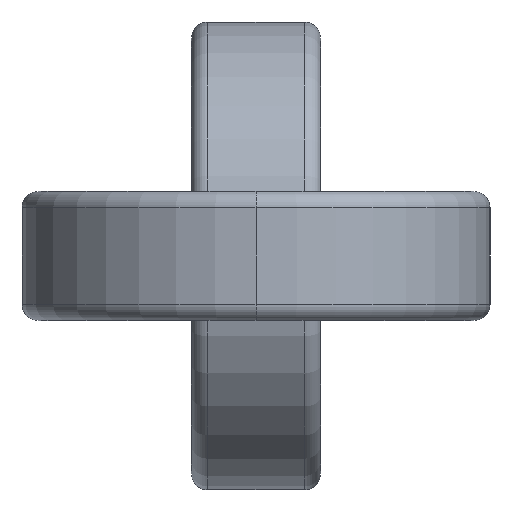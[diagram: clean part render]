
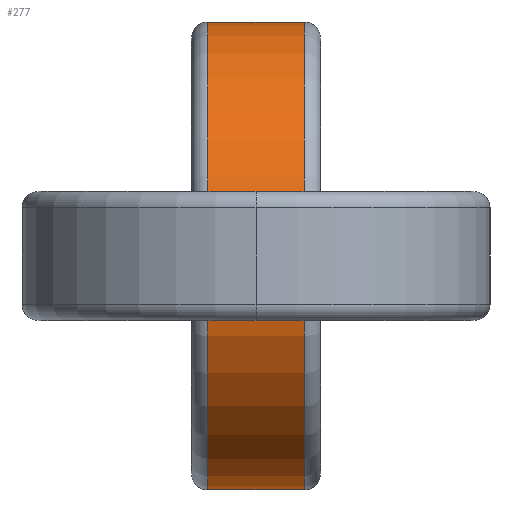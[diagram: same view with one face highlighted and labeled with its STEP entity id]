
A CAD part, left-side view. The second image highlights one B-rep face of the part: STEP entity #277.
In plain terms, the highlighted cylindrical face has radius 14.5 mm (diameter 29 mm), a partial arc.
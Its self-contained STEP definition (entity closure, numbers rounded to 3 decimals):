
#277=ADVANCED_FACE('',(#593),#594,.T.);
#593=FACE_OUTER_BOUND('',#962,.T.);
#594=CYLINDRICAL_SURFACE('',#963,14.5);
#962=EDGE_LOOP('',(#1622,#1623,#1624,#1625));
#963=AXIS2_PLACEMENT_3D('',#1626,#1627,#1628);
#1622=ORIENTED_EDGE('',*,*,#2298,.F.);
#1623=ORIENTED_EDGE('',*,*,#2299,.T.);
#1624=ORIENTED_EDGE('',*,*,#2280,.T.);
#1625=ORIENTED_EDGE('',*,*,#2300,.F.);
#1626=CARTESIAN_POINT('',(19.0,0.,0.));
#1627=DIRECTION('',(0.,-1.0,0.));
#1628=DIRECTION('',(0.0,0.,1.0));
#2280=EDGE_CURVE('',#2727,#2728,#2729,.T.);
#2298=EDGE_CURVE('',#2751,#2752,#2753,.T.);
#2299=EDGE_CURVE('',#2751,#2727,#2754,.T.);
#2300=EDGE_CURVE('',#2752,#2728,#2755,.T.);
#2727=VERTEX_POINT('',#3268);
#2728=VERTEX_POINT('',#3269);
#2729=LINE('',#3270,#3271);
#2751=VERTEX_POINT('',#3300);
#2752=VERTEX_POINT('',#3301);
#2753=LINE('',#3302,#3303);
#2754=CIRCLE('',#3304,14.5);
#2755=CIRCLE('',#3305,14.5);
#3268=CARTESIAN_POINT('',(19.,-3.,14.5));
#3269=CARTESIAN_POINT('',(19.,3.,14.5));
#3270=CARTESIAN_POINT('',(19.,-3.,14.5));
#3271=VECTOR('',#3885,1.0);
#3300=CARTESIAN_POINT('',(19.,-3.,-14.5));
#3301=CARTESIAN_POINT('',(19.,3.,-14.5));
#3302=CARTESIAN_POINT('',(19.,-3.,-14.5));
#3303=VECTOR('',#3905,1.0);
#3304=AXIS2_PLACEMENT_3D('',#3906,#3907,#3908);
#3305=AXIS2_PLACEMENT_3D('',#3909,#3910,#3911);
#3885=DIRECTION('',(0.,1.0,0.));
#3905=DIRECTION('',(0.,1.0,0.));
#3906=CARTESIAN_POINT('',(19.0,-3.,0.));
#3907=DIRECTION('',(0.,1.0,0.));
#3908=DIRECTION('',(0.0,0.,1.0));
#3909=CARTESIAN_POINT('',(19.0,3.,0.));
#3910=DIRECTION('',(0.,1.0,0.));
#3911=DIRECTION('',(0.0,0.,1.0));
